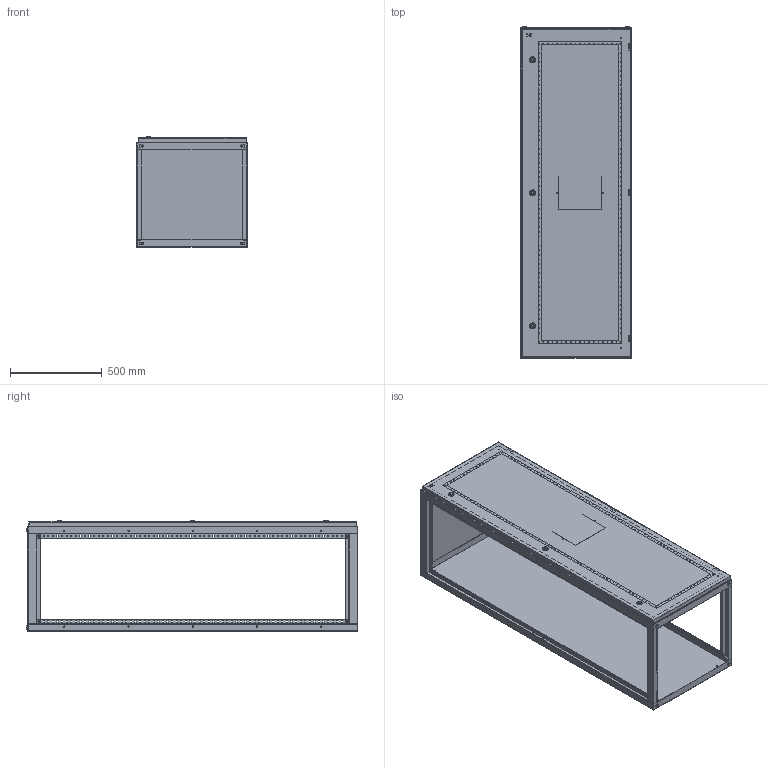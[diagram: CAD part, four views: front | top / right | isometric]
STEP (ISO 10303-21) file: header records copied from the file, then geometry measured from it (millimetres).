
FILE_DESCRIPTION (( 'STEP AP214' ), '1' );
FILE_NAME ('ÂÐÓ ñáîðíûé êîðïóñ 1800õ600õ600 IP31 SMART.STEP', '2016-10-28T07:13:03', ( 'user' ), ( '' ), 'SwSTEP 2.0', 'SolidWorks 2014', '' );
FILE_SCHEMA (( 'AUTOMOTIVE_DESIGN' ));
Length unit declared in the file: millimetre
Products named in the file (3): Äâåðü äëÿ ÂÐÓ-1 1800õ600 IP31; Êàðêàñ ÂÐÓ 1800õ600õ600; ÂÐÓ ñáîðíûé êîðïóñ 1800õ600õ600 IP31 SMART
Assembly tree (2 placements, depth 2):
  ÂÐÓ ñáîðíûé êîðïóñ 1800õ600õ600 IP31 SMART
    Êàðêàñ ÂÐÓ 1800õ600õ600
    Äâåðü äëÿ ÂÐÓ-1 1800õ600 IP31
Bounding box: 600 x 1808 x 600.5 mm (x, y, z)
Volume: 6191776.4 mm3; surface area: 7513073.2 mm2
Topology: 36 solids, 40 shells, 3244 faces, 8351 edges, 5348 vertices
Faces by surface type: plane 2134, cylinder 766, cone 194, sphere 56, bspline 56, torus 38
Entity records: 101607 total; most frequent: CARTESIAN_POINT 20244, ORIENTED_EDGE 16574, DIRECTION 15897, EDGE_CURVE 8287, VECTOR 5959, LINE 5959, VERTEX_POINT 5348, AXIS2_PLACEMENT_3D 4969
